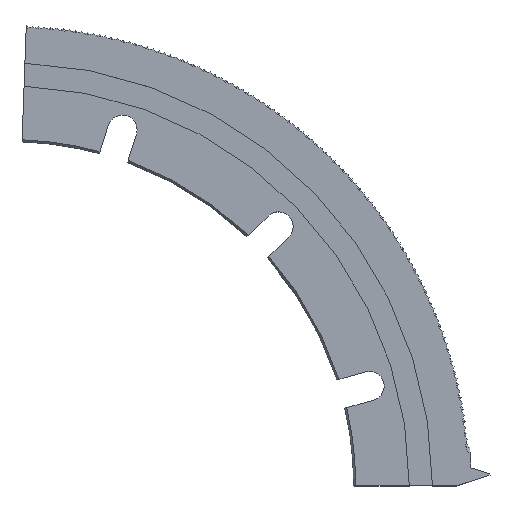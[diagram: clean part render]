
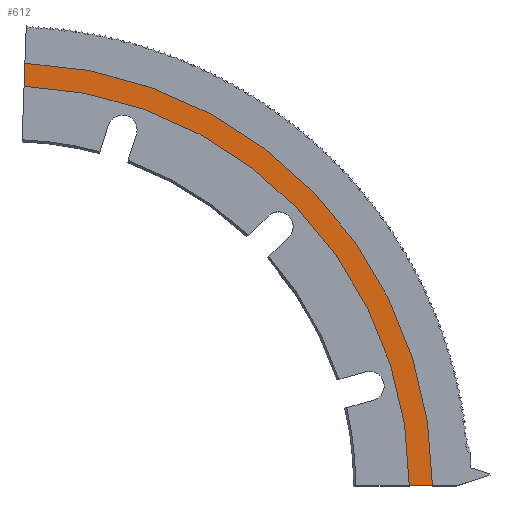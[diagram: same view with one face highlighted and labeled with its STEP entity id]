
A CAD part, top view. The second image highlights one B-rep face of the part: STEP entity #612.
In plain terms, the highlighted planar face has unit normal (0, 0, 1).
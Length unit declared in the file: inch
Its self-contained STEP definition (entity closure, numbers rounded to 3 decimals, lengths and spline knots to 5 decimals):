
#115 = DIRECTION ( 'NONE',  ( 0., 0., 1. ) ) ;
#393 = EDGE_CURVE ( 'NONE', #4843, #3190, #6276, .T. ) ;
#531 = FACE_OUTER_BOUND ( 'NONE', #976, .T. ) ;
#593 = VERTEX_POINT ( 'NONE', #6082 ) ;
#612 = ADVANCED_FACE ( 'NONE', ( #531 ), #2857, .T. ) ;
#799 = ORIENTED_EDGE ( 'NONE', *, *, #393, .T. ) ;
#976 = EDGE_LOOP ( 'NONE', ( #799, #6119, #5900, #5884 ) ) ;
#1153 = DIRECTION ( 'NONE',  ( -0.037, -0.999, 0. ) ) ;
#1166 = CARTESIAN_POINT ( 'NONE',  ( 6.29675, 0., -0.045 ) ) ;
#1944 = CARTESIAN_POINT ( 'NONE',  ( 0., 0., -0.045 ) ) ;
#2425 = AXIS2_PLACEMENT_3D ( 'NONE', #7000, #115, #6545 ) ;
#2612 = CARTESIAN_POINT ( 'NONE',  ( 0.2183, 5.949, -0.045 ) ) ;
#2650 = AXIS2_PLACEMENT_3D ( 'NONE', #5096, #2900, #5059 ) ;
#2857 = PLANE ( 'NONE',  #2425 ) ;
#2900 = DIRECTION ( 'NONE',  ( 0., 0., 1. ) ) ;
#3109 = CARTESIAN_POINT ( 'NONE',  ( 0.23091, 6.29251, -0.045 ) ) ;
#3190 = VERTEX_POINT ( 'NONE', #3109 ) ;
#3192 = VERTEX_POINT ( 'NONE', #2612 ) ;
#3317 = CIRCLE ( 'NONE', #6472, 5.953 ) ;
#3588 = VECTOR ( 'NONE', #1153, 39.37008 ) ;
#3762 = EDGE_CURVE ( 'NONE', #593, #4843, #6751, .T. ) ;
#3862 = CARTESIAN_POINT ( 'NONE',  ( 0.23091, 6.29251, -0.045 ) ) ;
#4105 = DIRECTION ( 'NONE',  ( 0., 0., -1. ) ) ;
#4843 = VERTEX_POINT ( 'NONE', #1166 ) ;
#5059 = DIRECTION ( 'NONE',  ( 1., 0., 0. ) ) ;
#5096 = CARTESIAN_POINT ( 'NONE',  ( 0., 0., -0.045 ) ) ;
#5171 = DIRECTION ( 'NONE',  ( 1., 0., 0. ) ) ;
#5349 = EDGE_CURVE ( 'NONE', #3192, #593, #3317, .T. ) ;
#5586 = EDGE_CURVE ( 'NONE', #3190, #3192, #6557, .T. ) ;
#5653 = CARTESIAN_POINT ( 'NONE',  ( 5.953, 0., -0.045 ) ) ;
#5884 = ORIENTED_EDGE ( 'NONE', *, *, #3762, .T. ) ;
#5900 = ORIENTED_EDGE ( 'NONE', *, *, #5349, .T. ) ;
#6082 = CARTESIAN_POINT ( 'NONE',  ( 5.953, 0., -0.045 ) ) ;
#6119 = ORIENTED_EDGE ( 'NONE', *, *, #5586, .T. ) ;
#6184 = DIRECTION ( 'NONE',  ( 1., 0., 0. ) ) ;
#6276 = CIRCLE ( 'NONE', #2650, 6.29675 ) ;
#6352 = VECTOR ( 'NONE', #6184, 39.37008 ) ;
#6472 = AXIS2_PLACEMENT_3D ( 'NONE', #1944, #4105, #5171 ) ;
#6545 = DIRECTION ( 'NONE',  ( 1., 0., 0. ) ) ;
#6557 = LINE ( 'NONE', #3862, #3588 ) ;
#6751 = LINE ( 'NONE', #5653, #6352 ) ;
#7000 = CARTESIAN_POINT ( 'NONE',  ( 0., 0., -0.045 ) ) ;
